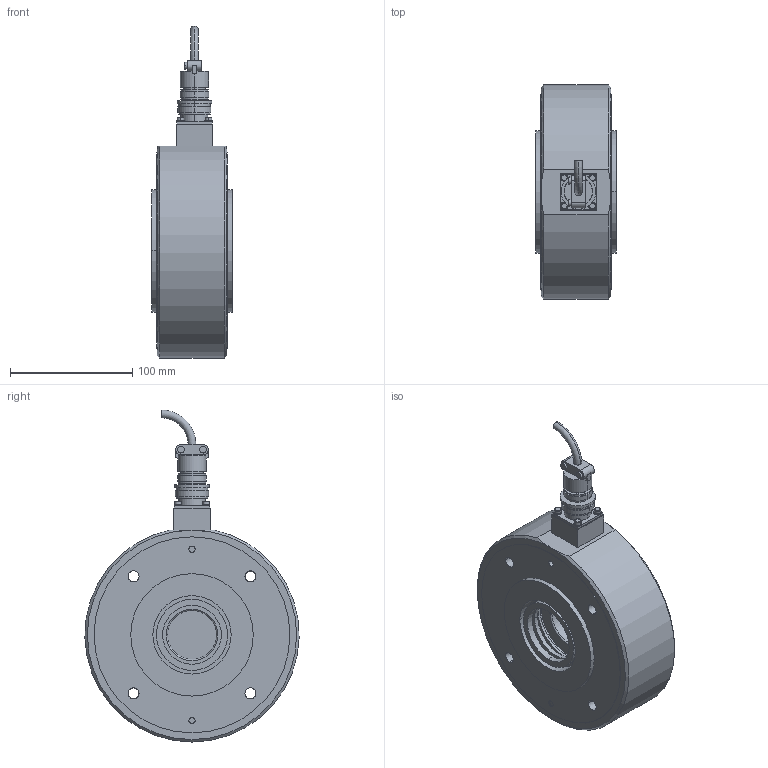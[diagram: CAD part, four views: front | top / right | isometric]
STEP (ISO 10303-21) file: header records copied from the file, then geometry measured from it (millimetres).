
FILE_DESCRIPTION((''),'2;1');
FILE_NAME('50052.stp','2007-01-12T15:32:50',(''),(''),'Mechanical Desktop 2007','Mechanical Desktop 2007',', , ');
FILE_SCHEMA(('CONFIG_CONTROL_DESIGN'));
Length unit declared in the file: millimetre
Products named in the file (27): L50052; L49015; ~TEIL1; L49026; TEIL1AAA; L4340401; TEIL1AA; L49113; TEIL1; I-6KT_SCHRAUBE_M6X50NK; I-6KT_SCHRAUBE_M6X50NKA; FLANSCHDOSE_14S-2P_4-POLIGA; FLANSCHDOSE_14S-2P_4-POLIG; FEDERRING_M3A; FEDERRING_M3; I-6KT_SCHRAUBE_M3X25A; I-6KT_SCHRAUBE_M3X25; V_RING_V50A; V_RING_V50AA; SICHERUNGSRING_J80; SICHERUNGSRING_J80A; PENDELKUGELLAGER_1208TVA; PENDELKUGELLAGER_1208TV; L4932204; ~TEIL1A; TEIL1A; RM_SDB
Assembly tree (36 placements, depth 3):
  L50052
    L49015
      ~TEIL1
    L49026
      TEIL1AAA
    L4340401  x2
      TEIL1AA
    L49113
      TEIL1
    I-6KT_SCHRAUBE_M6X50NK
      I-6KT_SCHRAUBE_M6X50NKA
    FLANSCHDOSE_14S-2P_4-POLIGA
      FLANSCHDOSE_14S-2P_4-POLIG
    FEDERRING_M3A  x4
      FEDERRING_M3
    I-6KT_SCHRAUBE_M3X25A  x4
      I-6KT_SCHRAUBE_M3X25
    V_RING_V50A
      V_RING_V50AA
    SICHERUNGSRING_J80
      SICHERUNGSRING_J80A
    PENDELKUGELLAGER_1208TVA
      PENDELKUGELLAGER_1208TV
    L4932204
      ~TEIL1A
    TEIL1A  x2
    RM_SDB  x3
Bounding box: 65.9 x 174.96 x 271.15 mm (x, y, z)
Volume: 1268552.9 mm3; surface area: 272602.8 mm2
Topology: 21 solids, 21 shells, 378 faces, 877 edges, 575 vertices
Faces by surface type: cylinder 229, plane 101, cone 26, torus 20, bspline 2
Entity records: 9639 total; most frequent: DIRECTION 1806, CARTESIAN_POINT 1666, ORIENTED_EDGE 1396, AXIS2_PLACEMENT_3D 776, EDGE_CURVE 698, VERTEX_POINT 462, CIRCLE 440, EDGE_LOOP 420
